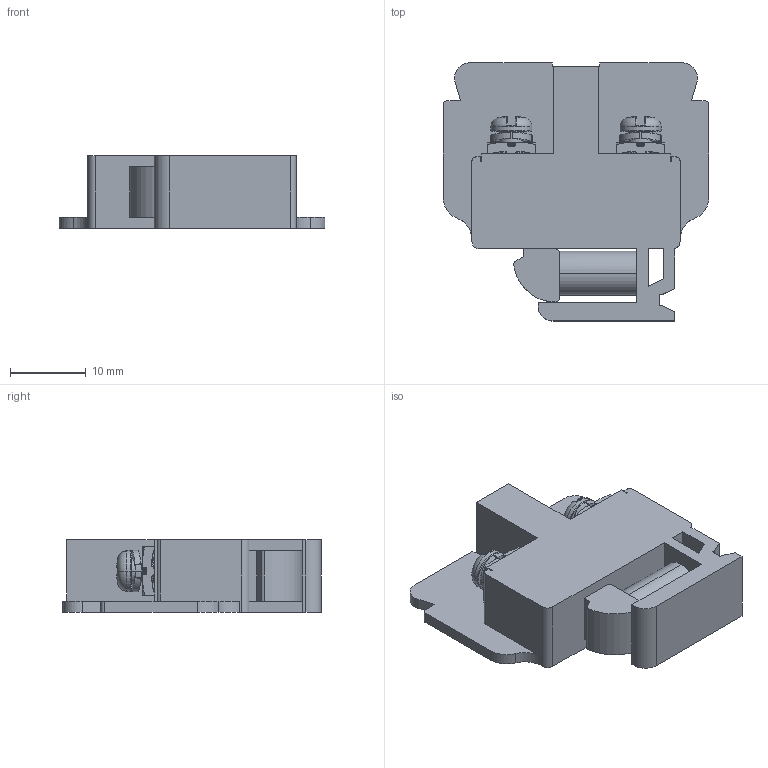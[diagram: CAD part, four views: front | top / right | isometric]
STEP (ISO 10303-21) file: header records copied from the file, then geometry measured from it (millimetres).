
FILE_DESCRIPTION((''),'2;1');
FILE_NAME('PRT0001','2022-10-20T',('ASUS'),(''),'PRO/ENGINEER BY PARAMETRIC TECHNOLOGY CORPORATION, 2013230','PRO/ENGINEER BY PARAMETRIC TECHNOLOGY CORPORATION, 2013230','');
FILE_SCHEMA(('CONFIG_CONTROL_DESIGN'));
Length unit declared in the file: millimetre
Products named in the file (1): PRT0001
Bounding box: 35 x 34 x 9.6 mm (x, y, z)
Volume: 5857.9 mm3; surface area: 4130.4 mm2
Topology: 3 solids, 3 shells, 543 faces, 1381 edges, 824 vertices
Faces by surface type: cylinder 163, bspline 136, plane 120, torus 72, sphere 28, cone 24
Entity records: 24187 total; most frequent: CARTESIAN_POINT 11878, ORIENTED_EDGE 2746, DIRECTION 2297, EDGE_CURVE 1373, AXIS2_PLACEMENT_3D 860, VERTEX_POINT 824, VECTOR 577, LINE 577
